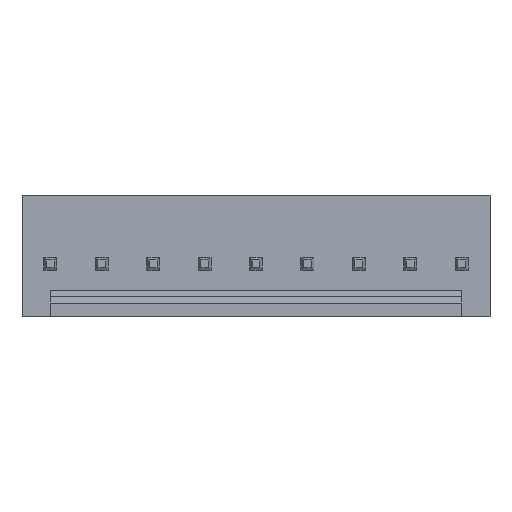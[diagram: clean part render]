
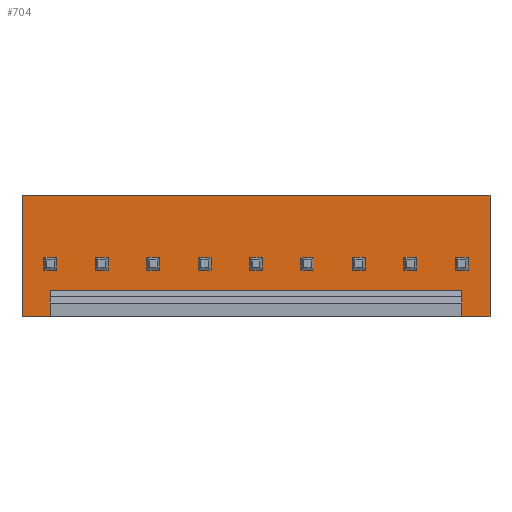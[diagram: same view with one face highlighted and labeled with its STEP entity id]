
A CAD part, top view. The second image highlights one B-rep face of the part: STEP entity #704.
In plain terms, the highlighted planar face has unit normal (0, 0, 1).
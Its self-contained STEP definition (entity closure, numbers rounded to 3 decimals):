
#704=ADVANCED_FACE('',(#1217),#1219,.T.);
#1217=FACE_BOUND('',#1218,.T.);
#1218=EDGE_LOOP('',(#1640,#1641,#1642,#1643,#1644,#1645,#1646,#1647));
#1219=PLANE('',#1220);
#1220=AXIS2_PLACEMENT_3D('',#1221,#1222,#1223);
#1221=CARTESIAN_POINT('',(21.715,-1.6,3.));
#1222=DIRECTION('',(0.,-0.,1.));
#1223=DIRECTION('',(0.,1.,0.));
#1640=ORIENTED_EDGE('',*,*,#1888,.T.);
#1641=ORIENTED_EDGE('',*,*,#1821,.T.);
#1642=ORIENTED_EDGE('',*,*,#1889,.F.);
#1643=ORIENTED_EDGE('',*,*,#1807,.F.);
#1644=ORIENTED_EDGE('',*,*,#1890,.F.);
#1645=ORIENTED_EDGE('',*,*,#1891,.F.);
#1646=ORIENTED_EDGE('',*,*,#1892,.T.);
#1647=ORIENTED_EDGE('',*,*,#1803,.F.);
#1803=EDGE_CURVE('',#2010,#2012,#2013,.F.);
#1807=EDGE_CURVE('',#2018,#2020,#2021,.F.);
#1821=EDGE_CURVE('',#2048,#2046,#2049,.T.);
#1888=EDGE_CURVE('',#2010,#2048,#2147,.T.);
#1889=EDGE_CURVE('',#2020,#2046,#2148,.T.);
#1890=EDGE_CURVE('',#2149,#2018,#2150,.T.);
#1891=EDGE_CURVE('',#2151,#2149,#2152,.T.);
#1892=EDGE_CURVE('',#2151,#2012,#2153,.T.);
#2010=VERTEX_POINT('',#2363);
#2012=VERTEX_POINT('',#2367);
#2013=LINE('',#2368,#2369);
#2018=VERTEX_POINT('',#2379);
#2020=VERTEX_POINT('',#2383);
#2021=LINE('',#2384,#2385);
#2046=VERTEX_POINT('',#2435);
#2048=VERTEX_POINT('',#2439);
#2049=LINE('',#2440,#2441);
#2147=LINE('',#2672,#2673);
#2148=LINE('',#2675,#2676);
#2149=VERTEX_POINT('',#2678);
#2150=LINE('',#2679,#2680);
#2151=VERTEX_POINT('',#2682);
#2152=LINE('',#2683,#2684);
#2153=LINE('',#2686,#2687);
#2363=CARTESIAN_POINT('',(21.715,-2.6,3.));
#2367=CARTESIAN_POINT('',(20.32,-2.6,3.));
#2368=CARTESIAN_POINT('',(20.32,-2.6,3.));
#2369=VECTOR('',#2370,1.);
#2370=DIRECTION('',(1.,0.,0.));
#2379=CARTESIAN_POINT('',(0.,-2.6,3.));
#2383=CARTESIAN_POINT('',(-1.395,-2.6,3.));
#2384=CARTESIAN_POINT('',(-1.395,-2.6,3.));
#2385=VECTOR('',#2386,1.);
#2386=DIRECTION('',(1.,0.,0.));
#2435=CARTESIAN_POINT('',(-1.395,3.4,3.));
#2439=CARTESIAN_POINT('',(21.715,3.4,3.));
#2440=CARTESIAN_POINT('',(21.715,3.4,3.));
#2441=VECTOR('',#2442,1.);
#2442=DIRECTION('',(-1.,0.,0.));
#2672=CARTESIAN_POINT('',(21.715,-2.6,3.));
#2673=VECTOR('',#2674,1.);
#2674=DIRECTION('',(0.,1.,0.));
#2675=CARTESIAN_POINT('',(-1.395,-2.6,3.));
#2676=VECTOR('',#2677,1.);
#2677=DIRECTION('',(0.,1.,0.));
#2678=CARTESIAN_POINT('',(0.,-1.6,3.));
#2679=CARTESIAN_POINT('',(0.,-1.6,3.));
#2680=VECTOR('',#2681,1.);
#2681=DIRECTION('',(0.,-1.,0.));
#2682=CARTESIAN_POINT('',(20.32,-1.6,3.));
#2683=CARTESIAN_POINT('',(20.32,-1.6,3.));
#2684=VECTOR('',#2685,1.);
#2685=DIRECTION('',(-1.,0.,0.));
#2686=CARTESIAN_POINT('',(20.32,-1.6,3.));
#2687=VECTOR('',#2688,1.);
#2688=DIRECTION('',(0.,-1.,0.));
